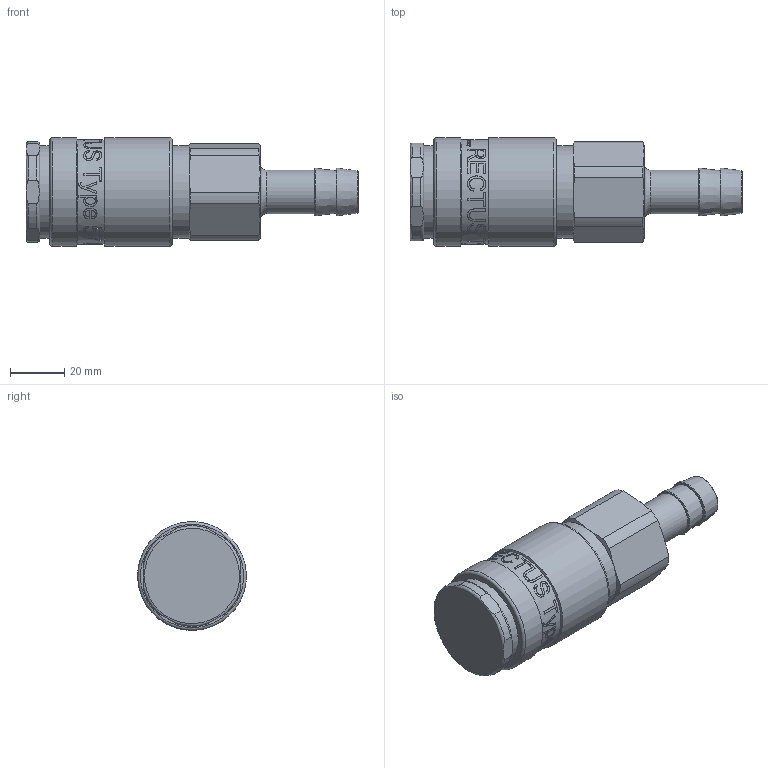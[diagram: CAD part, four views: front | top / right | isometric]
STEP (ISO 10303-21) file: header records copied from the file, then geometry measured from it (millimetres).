
FILE_DESCRIPTION((''),'2;1');
FILE_NAME('57kbtf16bpn.stp','2013-06-20T15:03:39',('IA176480'),(''),'Autodesk Inventor 2013','Autodesk Inventor 2013','');
FILE_SCHEMA(('AUTOMOTIVE_DESIGN { 1 0 10303 214 1 1 1 1 }'));
Length unit declared in the file: millimetre
Products named in the file (1): D107025
Bounding box: 122.05 x 39.96 x 39.96 mm (x, y, z)
Volume: 98492.9 mm3; surface area: 25999.1 mm2
Topology: 2 solids, 3 shells, 510 faces, 1337 edges, 882 vertices
Faces by surface type: bspline 209, plane 196, cylinder 71, cone 26, torus 8
Full cylindrical faces by diameter (mm): 16.05 x1, 27.111 x1, 28.4 x1, 28.8 x1, 30 x2, 30.2 x1, 34 x2, 34.2 x1, 34.6 x1, 38.5 x1, 40 x2
Entity records: 67072 total; most frequent: CARTESIAN_POINT 55893, ORIENTED_EDGE 2576, DIRECTION 1439, EDGE_CURVE 1288, VERTEX_POINT 872, B_SPLINE_CURVE_WITH_KNOTS 605, EDGE_LOOP 600, FACE_OUTER_BOUND 509
